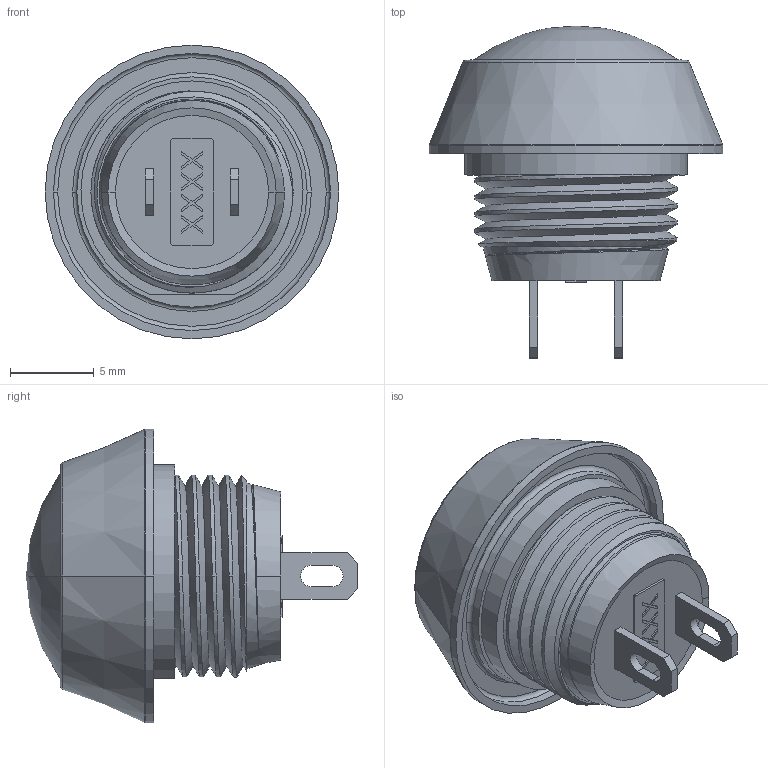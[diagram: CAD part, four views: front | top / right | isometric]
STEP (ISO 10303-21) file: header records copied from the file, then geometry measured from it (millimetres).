
FILE_DESCRIPTION((''),'2;1');
FILE_NAME('30-200_SW0001','2012-08-21T',('Administrator'),(''),'PRO/ENGINEER BY PARAMETRIC TECHNOLOGY CORPORATION, 2006200','PRO/ENGINEER BY PARAMETRIC TECHNOLOGY CORPORATION, 2006200','');
FILE_SCHEMA(('CONFIG_CONTROL_DESIGN'));
Length unit declared in the file: inch
Products named in the file (1): 30-200_SW0001
Bounding box: 17.53 x 19.81 x 17.53 mm (x, y, z)
Volume: 851.7 mm3; surface area: 2075.5 mm2
Topology: 2 solids, 2 shells, 218 faces, 554 edges, 357 vertices
Faces by surface type: plane 132, cylinder 51, cone 15, torus 12, bspline 4, sphere 4
Entity records: 10522 total; most frequent: CARTESIAN_POINT 3623, ORIENTED_EDGE 1100, DIRECTION 1077, EDGE_CURVE 550, VECTOR 389, LINE 389, VERTEX_POINT 357, AXIS2_PLACEMENT_3D 344
